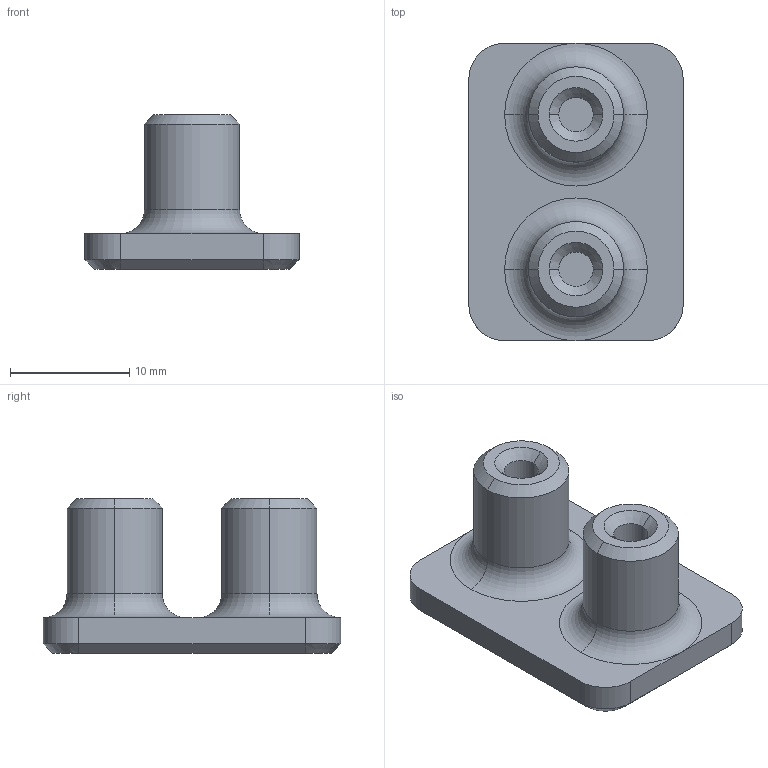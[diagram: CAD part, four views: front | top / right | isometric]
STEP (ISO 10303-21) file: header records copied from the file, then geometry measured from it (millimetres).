
FILE_DESCRIPTION (( 'STEP AP203' ), '1' );
FILE_NAME ('pcb_holder.STEP', '2025-01-05T08:40:50', ( '' ), ( '' ), 'SwSTEP 2.0', 'SolidWorks 2018', '' );
FILE_SCHEMA (( 'CONFIG_CONTROL_DESIGN' ));
Length unit declared in the file: millimetre
Products named in the file (1): pcb_holder
Bounding box: 18 x 25 x 13 mm (x, y, z)
Volume: 2200.7 mm3; surface area: 1701.6 mm2
Topology: 1 solids, 1 shells, 42 faces, 92 edges, 54 vertices
Faces by surface type: plane 14, cone 12, cylinder 12, torus 4
Entity records: 1223 total; most frequent: DIRECTION 224, CARTESIAN_POINT 189, ORIENTED_EDGE 184, EDGE_CURVE 92, AXIS2_PLACEMENT_3D 89, VERTEX_POINT 54, LINE 46, VECTOR 46
